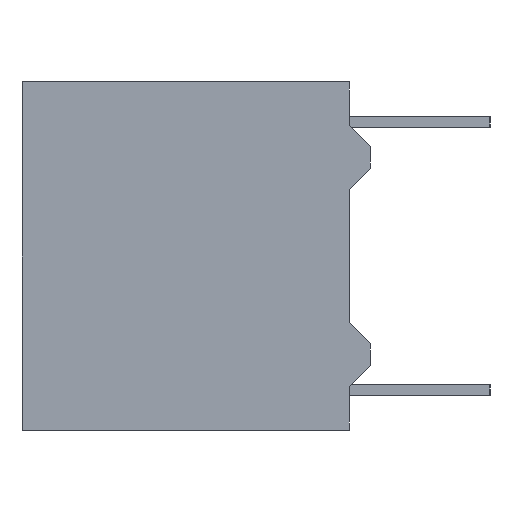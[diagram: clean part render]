
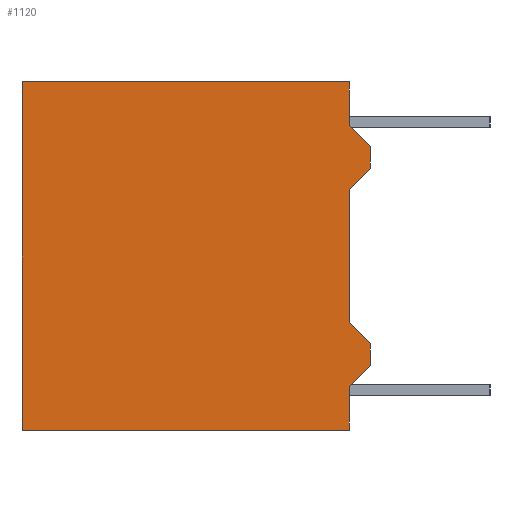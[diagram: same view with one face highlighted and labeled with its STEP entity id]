
A CAD part, left-side view. The second image highlights one B-rep face of the part: STEP entity #1120.
In plain terms, the highlighted planar face has unit normal (-1, 0, 0).
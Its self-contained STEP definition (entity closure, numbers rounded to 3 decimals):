
#25 = CARTESIAN_POINT ( 'NONE',  ( -10., 9.3, 4.95 ) ) ;
#26 = LINE ( 'NONE', #2489, #1660 ) ;
#43 = CARTESIAN_POINT ( 'NONE',  ( -10., 0., -4.95 ) ) ;
#67 = PLANE ( 'NONE',  #2296 ) ;
#130 = VERTEX_POINT ( 'NONE', #749 ) ;
#131 = DIRECTION ( 'NONE',  ( 0., -1., 0. ) ) ;
#138 = VERTEX_POINT ( 'NONE', #2043 ) ;
#142 = VERTEX_POINT ( 'NONE', #1186 ) ;
#147 = CARTESIAN_POINT ( 'NONE',  ( -10., -0.6, -3.1 ) ) ;
#172 = CARTESIAN_POINT ( 'NONE',  ( -10., 0., -3.7 ) ) ;
#206 = EDGE_LOOP ( 'NONE', ( #1951, #2741, #1709, #1481, #1322, #1243, #2228, #1420, #2543, #2438, #1368, #1004 ) ) ;
#216 = EDGE_CURVE ( 'NONE', #294, #138, #2411, .T. ) ;
#245 = CARTESIAN_POINT ( 'NONE',  ( -10., 0.325, 4.025 ) ) ;
#264 = CARTESIAN_POINT ( 'NONE',  ( -10., -0.6, 2.5 ) ) ;
#292 = DIRECTION ( 'NONE',  ( 0., 0., -1. ) ) ;
#294 = VERTEX_POINT ( 'NONE', #376 ) ;
#351 = CARTESIAN_POINT ( 'NONE',  ( -10., 9.3, -4.95 ) ) ;
#355 = CARTESIAN_POINT ( 'NONE',  ( -10., -0.6, -2.5 ) ) ;
#376 = CARTESIAN_POINT ( 'NONE',  ( -10., 9.3, -4.95 ) ) ;
#393 = DIRECTION ( 'NONE',  ( 0., 0., 1. ) ) ;
#429 = CARTESIAN_POINT ( 'NONE',  ( -10., 5.275, -8.975 ) ) ;
#459 = EDGE_CURVE ( 'NONE', #1479, #142, #26, .T. ) ;
#490 = VERTEX_POINT ( 'NONE', #147 ) ;
#595 = EDGE_CURVE ( 'NONE', #138, #880, #904, .T. ) ;
#654 = CARTESIAN_POINT ( 'NONE',  ( -10., 3.125, 1.225 ) ) ;
#659 = EDGE_CURVE ( 'NONE', #880, #490, #1372, .T. ) ;
#687 = CARTESIAN_POINT ( 'NONE',  ( -10., -0.6, 3.1 ) ) ;
#707 = EDGE_CURVE ( 'NONE', #2062, #2419, #2236, .T. ) ;
#732 = LINE ( 'NONE', #687, #1803 ) ;
#749 = CARTESIAN_POINT ( 'NONE',  ( -10., -0.6, 3.1 ) ) ;
#797 = CARTESIAN_POINT ( 'NONE',  ( -10., 9.3, -4.95 ) ) ;
#801 = EDGE_CURVE ( 'NONE', #2419, #1587, #896, .T. ) ;
#812 = EDGE_CURVE ( 'NONE', #2428, #142, #2521, .T. ) ;
#817 = VECTOR ( 'NONE', #2605, 1000. ) ;
#819 = CARTESIAN_POINT ( 'NONE',  ( -10., 0., -4.95 ) ) ;
#870 = CARTESIAN_POINT ( 'NONE',  ( -10., 0., -1.9 ) ) ;
#880 = VERTEX_POINT ( 'NONE', #172 ) ;
#884 = CARTESIAN_POINT ( 'NONE',  ( -10., 0., 3.7 ) ) ;
#896 = LINE ( 'NONE', #1116, #1971 ) ;
#904 = LINE ( 'NONE', #819, #1897 ) ;
#974 = VECTOR ( 'NONE', #2067, 1000. ) ;
#1004 = ORIENTED_EDGE ( 'NONE', *, *, #216, .T. ) ;
#1035 = LINE ( 'NONE', #2473, #974 ) ;
#1070 = VECTOR ( 'NONE', #2398, 1000. ) ;
#1085 = VERTEX_POINT ( 'NONE', #264 ) ;
#1098 = VECTOR ( 'NONE', #2167, 1000. ) ;
#1116 = CARTESIAN_POINT ( 'NONE',  ( -10., 0., -4.95 ) ) ;
#1120 = ADVANCED_FACE ( 'NONE', ( #2456 ), #67, .F. ) ;
#1132 = CARTESIAN_POINT ( 'NONE',  ( -10., 8.075, -6.175 ) ) ;
#1186 = CARTESIAN_POINT ( 'NONE',  ( -10., 0., 4.95 ) ) ;
#1243 = ORIENTED_EDGE ( 'NONE', *, *, #2519, .T. ) ;
#1274 = EDGE_CURVE ( 'NONE', #294, #1479, #2613, .T. ) ;
#1295 = DIRECTION ( 'NONE',  ( 0., 0., -1. ) ) ;
#1322 = ORIENTED_EDGE ( 'NONE', *, *, #801, .T. ) ;
#1346 = DIRECTION ( 'NONE',  ( 0., -0.707, 0.707 ) ) ;
#1368 = ORIENTED_EDGE ( 'NONE', *, *, #1274, .F. ) ;
#1372 = LINE ( 'NONE', #429, #2490 ) ;
#1420 = ORIENTED_EDGE ( 'NONE', *, *, #2470, .T. ) ;
#1458 = DIRECTION ( 'NONE',  ( 0., 0., 1. ) ) ;
#1479 = VERTEX_POINT ( 'NONE', #25 ) ;
#1481 = ORIENTED_EDGE ( 'NONE', *, *, #707, .T. ) ;
#1533 = EDGE_CURVE ( 'NONE', #130, #1085, #732, .T. ) ;
#1573 = DIRECTION ( 'NONE',  ( 1., 0., 0. ) ) ;
#1587 = VERTEX_POINT ( 'NONE', #1964 ) ;
#1628 = LINE ( 'NONE', #245, #1070 ) ;
#1660 = VECTOR ( 'NONE', #131, 1000. ) ;
#1709 = ORIENTED_EDGE ( 'NONE', *, *, #2022, .F. ) ;
#1803 = VECTOR ( 'NONE', #1295, 1000. ) ;
#1842 = DIRECTION ( 'NONE',  ( 0., -1., 0. ) ) ;
#1897 = VECTOR ( 'NONE', #393, 1000. ) ;
#1902 = VECTOR ( 'NONE', #1842, 1000. ) ;
#1926 = DIRECTION ( 'NONE',  ( 0., -0.707, 0.707 ) ) ;
#1951 = ORIENTED_EDGE ( 'NONE', *, *, #595, .T. ) ;
#1964 = CARTESIAN_POINT ( 'NONE',  ( -10., 0., 1.9 ) ) ;
#1971 = VECTOR ( 'NONE', #2394, 1000. ) ;
#2022 = EDGE_CURVE ( 'NONE', #2062, #490, #1035, .T. ) ;
#2043 = CARTESIAN_POINT ( 'NONE',  ( -10., 0., -4.95 ) ) ;
#2053 = VECTOR ( 'NONE', #1458, 1000. ) ;
#2062 = VERTEX_POINT ( 'NONE', #355 ) ;
#2067 = DIRECTION ( 'NONE',  ( 0., 0., -1. ) ) ;
#2075 = VECTOR ( 'NONE', #1346, 1000. ) ;
#2167 = DIRECTION ( 'NONE',  ( 0., 0.707, 0.707 ) ) ;
#2228 = ORIENTED_EDGE ( 'NONE', *, *, #1533, .F. ) ;
#2236 = LINE ( 'NONE', #654, #1098 ) ;
#2296 = AXIS2_PLACEMENT_3D ( 'NONE', #2413, #1573, #292 ) ;
#2394 = DIRECTION ( 'NONE',  ( 0., 0., 1. ) ) ;
#2398 = DIRECTION ( 'NONE',  ( 0., 0.707, 0.707 ) ) ;
#2411 = LINE ( 'NONE', #351, #1902 ) ;
#2412 = LINE ( 'NONE', #1132, #2075 ) ;
#2413 = CARTESIAN_POINT ( 'NONE',  ( -10., 9.3, -4.95 ) ) ;
#2419 = VERTEX_POINT ( 'NONE', #870 ) ;
#2428 = VERTEX_POINT ( 'NONE', #884 ) ;
#2438 = ORIENTED_EDGE ( 'NONE', *, *, #459, .F. ) ;
#2456 = FACE_OUTER_BOUND ( 'NONE', #206, .T. ) ;
#2470 = EDGE_CURVE ( 'NONE', #130, #2428, #1628, .T. ) ;
#2473 = CARTESIAN_POINT ( 'NONE',  ( -10., -0.6, -2.5 ) ) ;
#2489 = CARTESIAN_POINT ( 'NONE',  ( -10., 9.3, 4.95 ) ) ;
#2490 = VECTOR ( 'NONE', #1926, 1000. ) ;
#2519 = EDGE_CURVE ( 'NONE', #1587, #1085, #2412, .T. ) ;
#2521 = LINE ( 'NONE', #43, #817 ) ;
#2543 = ORIENTED_EDGE ( 'NONE', *, *, #812, .T. ) ;
#2605 = DIRECTION ( 'NONE',  ( 0., 0., 1. ) ) ;
#2613 = LINE ( 'NONE', #797, #2053 ) ;
#2741 = ORIENTED_EDGE ( 'NONE', *, *, #659, .T. ) ;
